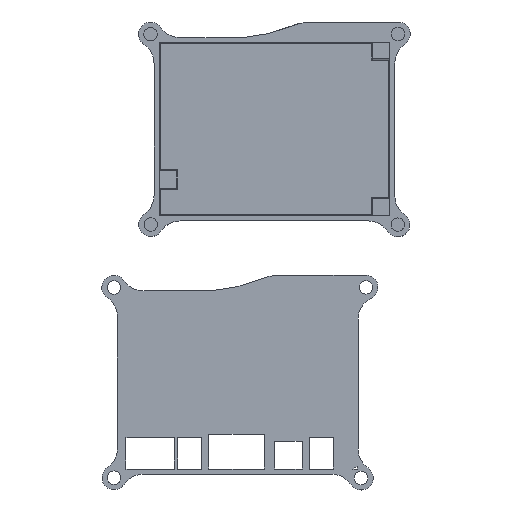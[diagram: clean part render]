
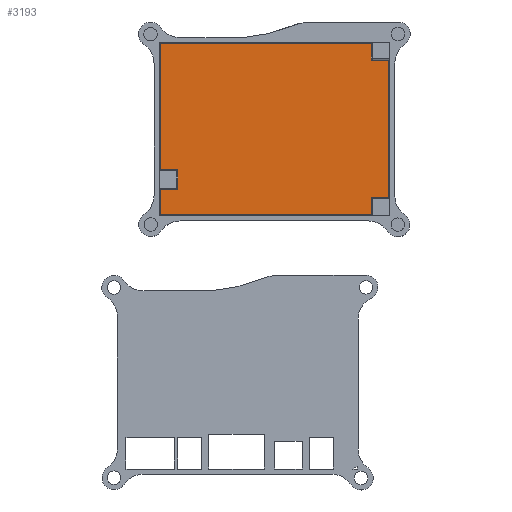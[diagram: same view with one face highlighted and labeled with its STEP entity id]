
A CAD part, top view. The second image highlights one B-rep face of the part: STEP entity #3193.
In plain terms, the highlighted planar face has unit normal (0, 0, 1).
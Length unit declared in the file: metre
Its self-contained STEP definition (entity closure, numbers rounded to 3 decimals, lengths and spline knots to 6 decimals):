
#316=ORIENTED_EDGE('',*,*,#1250,.T.);
#317=ORIENTED_EDGE('',*,*,#1251,.T.);
#318=ORIENTED_EDGE('',*,*,#1252,.T.);
#319=ORIENTED_EDGE('',*,*,#1253,.F.);
#320=ORIENTED_EDGE('',*,*,#1254,.F.);
#321=ORIENTED_EDGE('',*,*,#1255,.F.);
#322=ORIENTED_EDGE('',*,*,#1256,.T.);
#323=ORIENTED_EDGE('',*,*,#1257,.T.);
#324=ORIENTED_EDGE('',*,*,#1258,.T.);
#325=ORIENTED_EDGE('',*,*,#1259,.F.);
#326=ORIENTED_EDGE('',*,*,#1260,.T.);
#327=ORIENTED_EDGE('',*,*,#1261,.T.);
#328=ORIENTED_EDGE('',*,*,#1262,.T.);
#329=ORIENTED_EDGE('',*,*,#1263,.T.);
#330=ORIENTED_EDGE('',*,*,#1264,.T.);
#331=ORIENTED_EDGE('',*,*,#1265,.T.);
#1250=EDGE_CURVE('',#1717,#1718,#2020,.T.);
#1251=EDGE_CURVE('',#1718,#1719,#2021,.F.);
#1252=EDGE_CURVE('',#1719,#1720,#2022,.T.);
#1253=EDGE_CURVE('',#1721,#1720,#2023,.T.);
#1254=EDGE_CURVE('',#1593,#1721,#2024,.T.);
#1255=EDGE_CURVE('',#1722,#1593,#2025,.T.);
#1256=EDGE_CURVE('',#1722,#1723,#2026,.F.);
#1257=EDGE_CURVE('',#1723,#1724,#2027,.T.);
#1258=EDGE_CURVE('',#1724,#1725,#2028,.F.);
#1259=EDGE_CURVE('',#1726,#1725,#2029,.T.);
#1260=EDGE_CURVE('',#1726,#1727,#2030,.T.);
#1261=EDGE_CURVE('',#1727,#1728,#2031,.T.);
#1262=EDGE_CURVE('',#1728,#1729,#2032,.T.);
#1263=EDGE_CURVE('',#1729,#1730,#2033,.F.);
#1264=EDGE_CURVE('',#1730,#1731,#2034,.F.);
#1265=EDGE_CURVE('',#1731,#1717,#2035,.T.);
#1593=VERTEX_POINT('',#4562);
#1717=VERTEX_POINT('',#4817);
#1718=VERTEX_POINT('',#4818);
#1719=VERTEX_POINT('',#4820);
#1720=VERTEX_POINT('',#4822);
#1721=VERTEX_POINT('',#4824);
#1722=VERTEX_POINT('',#4827);
#1723=VERTEX_POINT('',#4829);
#1724=VERTEX_POINT('',#4831);
#1725=VERTEX_POINT('',#4833);
#1726=VERTEX_POINT('',#4835);
#1727=VERTEX_POINT('',#4837);
#1728=VERTEX_POINT('',#4839);
#1729=VERTEX_POINT('',#4841);
#1730=VERTEX_POINT('',#4843);
#1731=VERTEX_POINT('',#4845);
#2020=LINE('',#4816,#2376);
#2021=LINE('',#4819,#2377);
#2022=LINE('',#4821,#2378);
#2023=LINE('',#4823,#2379);
#2024=LINE('',#4825,#2380);
#2025=LINE('',#4826,#2381);
#2026=LINE('',#4828,#2382);
#2027=LINE('',#4830,#2383);
#2028=LINE('',#4832,#2384);
#2029=LINE('',#4834,#2385);
#2030=LINE('',#4836,#2386);
#2031=LINE('',#4838,#2387);
#2032=LINE('',#4840,#2388);
#2033=LINE('',#4842,#2389);
#2034=LINE('',#4844,#2390);
#2035=LINE('',#4846,#2391);
#2376=VECTOR('',#3809,1.);
#2377=VECTOR('',#3810,1.);
#2378=VECTOR('',#3811,1.);
#2379=VECTOR('',#3812,1.);
#2380=VECTOR('',#3813,1.);
#2381=VECTOR('',#3814,1.);
#2382=VECTOR('',#3815,1.);
#2383=VECTOR('',#3816,1.);
#2384=VECTOR('',#3817,1.);
#2385=VECTOR('',#3818,1.);
#2386=VECTOR('',#3819,1.);
#2387=VECTOR('',#3820,1.);
#2388=VECTOR('',#3821,1.);
#2389=VECTOR('',#3822,1.);
#2390=VECTOR('',#3823,1.);
#2391=VECTOR('',#3824,1.);
#2633=EDGE_LOOP('',(#316,#317,#318,#319,#320,#321,#322,#323,#324,#325,#326,
#327,#328,#329,#330,#331));
#2866=FACE_BOUND('',#2633,.T.);
#3077=PLANE('',#3398);
#3193=ADVANCED_FACE('',(#2866),#3077,.T.);
#3398=AXIS2_PLACEMENT_3D('',#4815,#3807,#3808);
#3807=DIRECTION('',(0.,0.,1.));
#3808=DIRECTION('',(1.,0.,0.));
#3809=DIRECTION('',(0.,-1.,0.));
#3810=DIRECTION('',(-1.,0.,0.));
#3811=DIRECTION('',(0.,-1.,0.));
#3812=DIRECTION('',(-1.,0.,0.));
#3813=DIRECTION('',(-0.736,-0.677,0.));
#3814=DIRECTION('',(1.,0.,0.));
#3815=DIRECTION('',(0.,-1.,0.));
#3816=DIRECTION('',(1.,0.,0.));
#3817=DIRECTION('',(0.,-1.,0.));
#3818=DIRECTION('',(1.,0.,0.));
#3819=DIRECTION('',(0.,1.,0.));
#3820=DIRECTION('',(-1.,0.,0.));
#3821=DIRECTION('',(0.,-1.,0.));
#3822=DIRECTION('',(-1.,0.,0.));
#3823=DIRECTION('',(0.,1.,0.));
#3824=DIRECTION('',(-1.,0.,0.));
#4562=CARTESIAN_POINT('',(0.039804,0.007634,0.0015));
#4815=CARTESIAN_POINT('',(0.00643,0.032642,0.0015));
#4816=CARTESIAN_POINT('',(-0.026596,0.032642,0.0015));
#4817=CARTESIAN_POINT('',(-0.026596,0.015334,0.0015));
#4818=CARTESIAN_POINT('',(-0.026596,0.007929,0.0015));
#4819=CARTESIAN_POINT('',(0.039798,0.007929,0.0015));
#4820=CARTESIAN_POINT('',(0.034398,0.007929,0.0015));
#4821=CARTESIAN_POINT('',(0.034398,0.032642,0.0015));
#4822=CARTESIAN_POINT('',(0.034398,0.007629,0.0015));
#4823=CARTESIAN_POINT('',(0.00643,0.007629,0.0015));
#4824=CARTESIAN_POINT('',(0.039798,0.007629,0.0015));
#4825=CARTESIAN_POINT('',(0.039801,0.007632,0.0015));
#4826=CARTESIAN_POINT('',(0.00643,0.007634,0.0015));
#4827=CARTESIAN_POINT('',(0.034504,0.007634,0.0015));
#4828=CARTESIAN_POINT('',(0.034504,0.012634,0.0015));
#4829=CARTESIAN_POINT('',(0.034504,0.012934,0.0015));
#4830=CARTESIAN_POINT('',(0.00643,0.012934,0.0015));
#4831=CARTESIAN_POINT('',(0.039504,0.012934,0.0015));
#4832=CARTESIAN_POINT('',(0.039504,0.052734,0.0015));
#4833=CARTESIAN_POINT('',(0.039504,0.052734,0.0015));
#4834=CARTESIAN_POINT('',(0.00643,0.052734,0.0015));
#4835=CARTESIAN_POINT('',(0.034504,0.052734,0.0015));
#4836=CARTESIAN_POINT('',(0.034504,0.032642,0.0015));
#4837=CARTESIAN_POINT('',(0.034504,0.057434,0.0015));
#4838=CARTESIAN_POINT('',(0.00643,0.057434,0.0015));
#4839=CARTESIAN_POINT('',(-0.026596,0.057434,0.0015));
#4840=CARTESIAN_POINT('',(-0.026596,0.032642,0.0015));
#4841=CARTESIAN_POINT('',(-0.026596,0.020934,0.0015));
#4842=CARTESIAN_POINT('',(-0.021896,0.020934,0.0015));
#4843=CARTESIAN_POINT('',(-0.021596,0.020934,0.0015));
#4844=CARTESIAN_POINT('',(-0.021596,0.015634,0.0015));
#4845=CARTESIAN_POINT('',(-0.021596,0.015334,0.0015));
#4846=CARTESIAN_POINT('',(0.00643,0.015334,0.0015));
